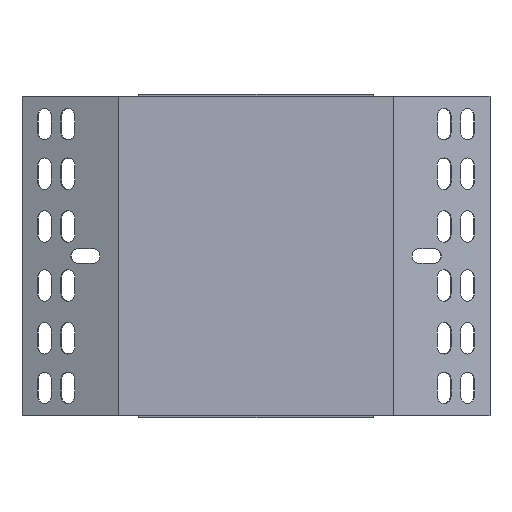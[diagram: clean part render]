
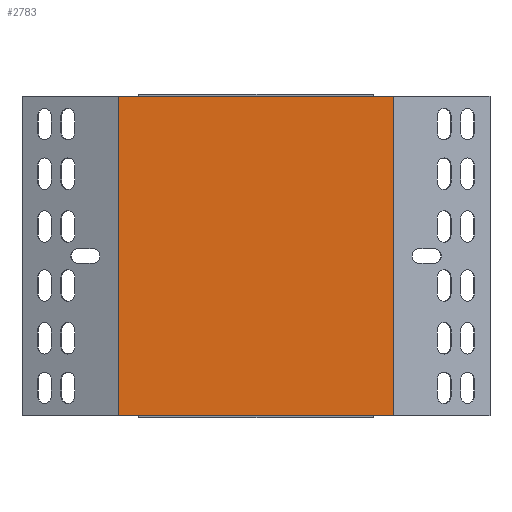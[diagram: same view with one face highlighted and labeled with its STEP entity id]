
A CAD part, front view. The second image highlights one B-rep face of the part: STEP entity #2783.
In plain terms, the highlighted planar face has unit normal (0, -1, 0).
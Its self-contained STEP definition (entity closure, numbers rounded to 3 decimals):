
#67 = DIRECTION ( 'NONE',  ( 0., 0., 1. ) ) ;
#238 = DIRECTION ( 'NONE',  ( 1., 0., 0. ) ) ;
#247 = CARTESIAN_POINT ( 'NONE',  ( -88.399, -23.927, 50.8 ) ) ;
#447 = CARTESIAN_POINT ( 'NONE',  ( -87.427, -23.927, -101.657 ) ) ;
#516 = CARTESIAN_POINT ( 'NONE',  ( 43.191, -23.927, 50.8 ) ) ;
#929 = DIRECTION ( 'NONE',  ( 1., 0., 0. ) ) ;
#965 = CARTESIAN_POINT ( 'NONE',  ( -88.399, -23.927, -100.8 ) ) ;
#975 = CARTESIAN_POINT ( 'NONE',  ( 43.191, -23.927, -100.8 ) ) ;
#1134 = VECTOR ( 'NONE', #929, 1000. ) ;
#1166 = LINE ( 'NONE', #965, #1134 ) ;
#1265 = EDGE_CURVE ( 'NONE', #2029, #4723, #1950, .T. ) ;
#1581 = CARTESIAN_POINT ( 'NONE',  ( -87.427, -23.927, 50.8 ) ) ;
#1585 = PLANE ( 'NONE',  #4039 ) ;
#1625 = DIRECTION ( 'NONE',  ( 0., 0., 1. ) ) ;
#1646 = CARTESIAN_POINT ( 'NONE',  ( 43.191, -23.927, -101.657 ) ) ;
#1761 = CARTESIAN_POINT ( 'NONE',  ( -87.427, -23.927, -100.8 ) ) ;
#1771 = VECTOR ( 'NONE', #67, 1000. ) ;
#1786 = DIRECTION ( 'NONE',  ( 0., 0., 1. ) ) ;
#1828 = VECTOR ( 'NONE', #238, 1000. ) ;
#1830 = DIRECTION ( 'NONE',  ( 0., 1., 0. ) ) ;
#1888 = LINE ( 'NONE', #247, #1828 ) ;
#1950 = LINE ( 'NONE', #447, #1771 ) ;
#2029 = VERTEX_POINT ( 'NONE', #1761 ) ;
#2190 = CARTESIAN_POINT ( 'NONE',  ( -87.268, -23.927, 50. ) ) ;
#2231 = VECTOR ( 'NONE', #1625, 1000. ) ;
#2308 = LINE ( 'NONE', #1646, #2231 ) ;
#2783 = ADVANCED_FACE ( 'NONE', ( #4030 ), #1585, .F. ) ;
#4030 = FACE_OUTER_BOUND ( 'NONE', #5793, .T. ) ;
#4039 = AXIS2_PLACEMENT_3D ( 'NONE', #2190, #1830, #1786 ) ;
#4671 = EDGE_CURVE ( 'NONE', #5046, #5316, #2308, .T. ) ;
#4723 = VERTEX_POINT ( 'NONE', #1581 ) ;
#5046 = VERTEX_POINT ( 'NONE', #975 ) ;
#5311 = ORIENTED_EDGE ( 'NONE', *, *, #4671, .T. ) ;
#5316 = VERTEX_POINT ( 'NONE', #516 ) ;
#5366 = ORIENTED_EDGE ( 'NONE', *, *, #5622, .F. ) ;
#5372 = ORIENTED_EDGE ( 'NONE', *, *, #1265, .F. ) ;
#5384 = ORIENTED_EDGE ( 'NONE', *, *, #6908, .T. ) ;
#5622 = EDGE_CURVE ( 'NONE', #4723, #5316, #1888, .T. ) ;
#5793 = EDGE_LOOP ( 'NONE', ( #5311, #5366, #5372, #5384 ) ) ;
#6908 = EDGE_CURVE ( 'NONE', #2029, #5046, #1166, .T. ) ;
